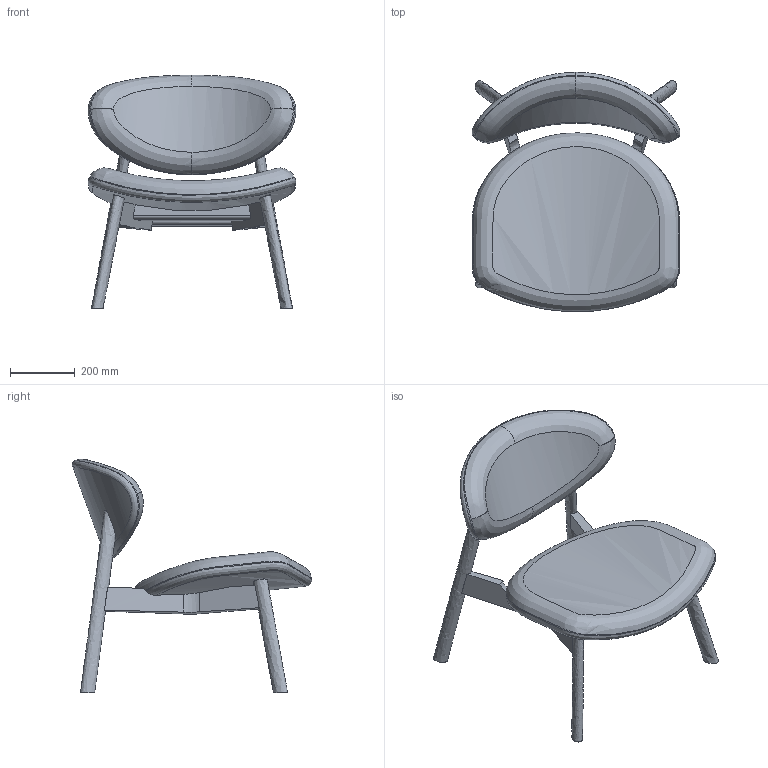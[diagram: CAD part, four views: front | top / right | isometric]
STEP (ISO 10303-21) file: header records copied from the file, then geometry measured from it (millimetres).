
FILE_DESCRIPTION(/* description */ (''),/* implementation_level */ '2;1');
FILE_NAME(/* name */ 'Ovoid_CB-611_3D',/* time_stamp */ '2023-10-06T12:43:24+02:00',/* author */ (''),/* organization */ (''),/* preprocessor_version */ 'ST-DEVELOPER v16.5',/* originating_system */ 'Rhino 7.31',/* authorisation */ '');
FILE_SCHEMA (('AUTOMOTIVE_DESIGN'));
Length unit declared in the file: centimetre
Products named in the file (2): Document; Ovoid_CB-611
Assembly tree (1 placements, depth 2):
  Document
    Ovoid_CB-611
Bounding box: 641.68 x 738.34 x 721.68 mm (x, y, z)
Volume: 24884606.4 mm3; surface area: 1653123.4 mm2
Topology: 9 solids, 10 shells, 90 faces, 196 edges, 126 vertices
Faces by surface type: plane 53, bspline 27, cylinder 10
Entity records: 11945 total; most frequent: CARTESIAN_POINT 10449, ORIENTED_EDGE 390, EDGE_CURVE 196, B_SPLINE_CURVE_WITH_KNOTS 158, VERTEX_POINT 126, EDGE_LOOP 91, ADVANCED_FACE 90, FACE_OUTER_BOUND 90
